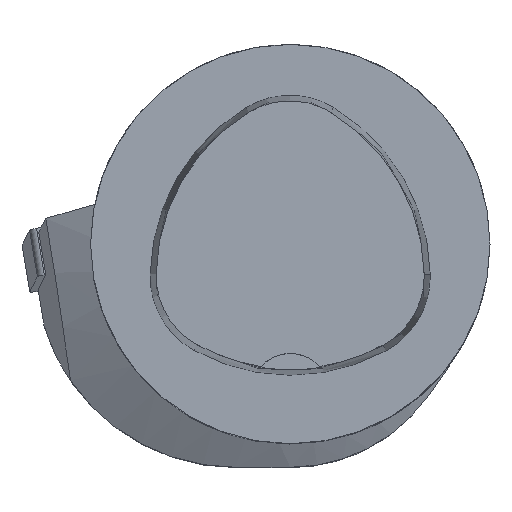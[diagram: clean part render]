
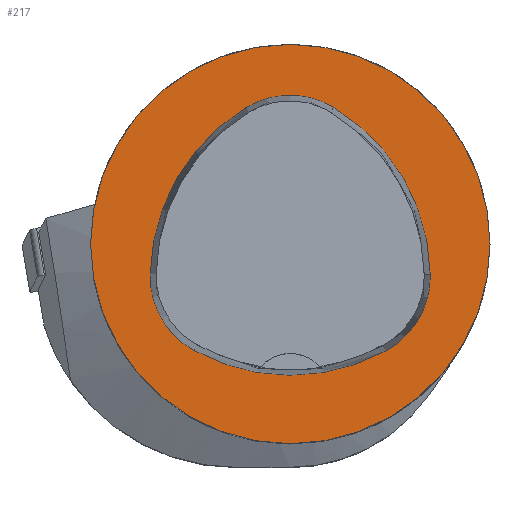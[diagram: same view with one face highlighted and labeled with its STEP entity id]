
A CAD part, top view. The second image highlights one B-rep face of the part: STEP entity #217.
In plain terms, the highlighted planar face has unit normal (0, 0, 1).
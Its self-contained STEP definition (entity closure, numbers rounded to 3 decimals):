
#217=ADVANCED_FACE('',(#419,#420),#259,.T.);
#259=PLANE('',#1193);
#419=FACE_BOUND('',#466,.T.);
#420=FACE_BOUND('',#467,.T.);
#466=EDGE_LOOP('',(#664,#665,#666,#667,#668,#669));
#467=EDGE_LOOP('',(#670));
#664=ORIENTED_EDGE('',*,*,#964,.T.);
#665=ORIENTED_EDGE('',*,*,#944,.T.);
#666=ORIENTED_EDGE('',*,*,#948,.T.);
#667=ORIENTED_EDGE('',*,*,#951,.T.);
#668=ORIENTED_EDGE('',*,*,#954,.T.);
#669=ORIENTED_EDGE('',*,*,#962,.T.);
#670=ORIENTED_EDGE('',*,*,#967,.F.);
#831=VERTEX_POINT('',#1829);
#832=VERTEX_POINT('',#1830);
#835=VERTEX_POINT('',#1838);
#837=VERTEX_POINT('',#1844);
#839=VERTEX_POINT('',#1850);
#846=VERTEX_POINT('',#1871);
#847=VERTEX_POINT('',#1881);
#944=EDGE_CURVE('',#831,#832,#1021,.T.);
#948=EDGE_CURVE('',#832,#835,#1023,.T.);
#951=EDGE_CURVE('',#835,#837,#1025,.T.);
#954=EDGE_CURVE('',#837,#839,#1027,.T.);
#962=EDGE_CURVE('',#839,#846,#1031,.T.);
#964=EDGE_CURVE('',#846,#831,#1033,.T.);
#967=EDGE_CURVE('',#847,#847,#1036,.T.);
#1021=CIRCLE('',#1170,20.);
#1023=CIRCLE('',#1173,8.5);
#1025=CIRCLE('',#1176,20.);
#1027=CIRCLE('',#1179,8.5);
#1031=CIRCLE('',#1184,20.);
#1033=CIRCLE('',#1187,8.5);
#1036=CIRCLE('',#1192,20.);
#1170=AXIS2_PLACEMENT_3D('',#1828,#1386,#1387);
#1173=AXIS2_PLACEMENT_3D('',#1837,#1394,#1395);
#1176=AXIS2_PLACEMENT_3D('',#1843,#1401,#1402);
#1179=AXIS2_PLACEMENT_3D('',#1849,#1408,#1409);
#1184=AXIS2_PLACEMENT_3D('',#1872,#1420,#1421);
#1187=AXIS2_PLACEMENT_3D('',#1875,#1426,#1427);
#1192=AXIS2_PLACEMENT_3D('',#1880,#1436,#1437);
#1193=AXIS2_PLACEMENT_3D('',#1882,#1438,#1439);
#1386=DIRECTION('',(0.,0.,-1.));
#1387=DIRECTION('',(-1.,0.,0.));
#1394=DIRECTION('',(0.,0.,-1.));
#1395=DIRECTION('',(-1.,0.,0.));
#1401=DIRECTION('',(0.,0.,-1.));
#1402=DIRECTION('',(-1.,0.,0.));
#1408=DIRECTION('',(0.,0.,-1.));
#1409=DIRECTION('',(-1.,0.,0.));
#1420=DIRECTION('',(0.,0.,-1.));
#1421=DIRECTION('',(-1.,0.,0.));
#1426=DIRECTION('',(0.,0.,-1.));
#1427=DIRECTION('',(-1.,0.,0.));
#1436=DIRECTION('',(0.,0.,-1.));
#1437=DIRECTION('',(-1.,0.,0.));
#1438=DIRECTION('',(0.,0.,1.));
#1439=DIRECTION('',(1.,0.,0.));
#1828=CARTESIAN_POINT('',(5.955,-3.414,0.));
#1829=CARTESIAN_POINT('',(-14.041,-3.042,0.));
#1830=CARTESIAN_POINT('',(-4.472,13.653,0.));
#1837=CARTESIAN_POINT('',(-0.04,6.4,0.));
#1838=CARTESIAN_POINT('',(4.347,13.68,0.));
#1843=CARTESIAN_POINT('',(-5.976,-3.45,0.));
#1844=CARTESIAN_POINT('',(14.021,-3.075,0.));
#1849=CARTESIAN_POINT('',(5.522,-3.235,0.));
#1850=CARTESIAN_POINT('',(9.588,-10.699,0.));
#1871=CARTESIAN_POINT('',(-9.655,-10.639,0.));
#1872=CARTESIAN_POINT('',(0.022,6.864,0.));
#1875=CARTESIAN_POINT('',(-5.543,-3.2,0.));
#1880=CARTESIAN_POINT('',(0.,0.,
0.));
#1881=CARTESIAN_POINT('',(-20.,0.,0.));
#1882=CARTESIAN_POINT('',(0.,0.,
0.));
